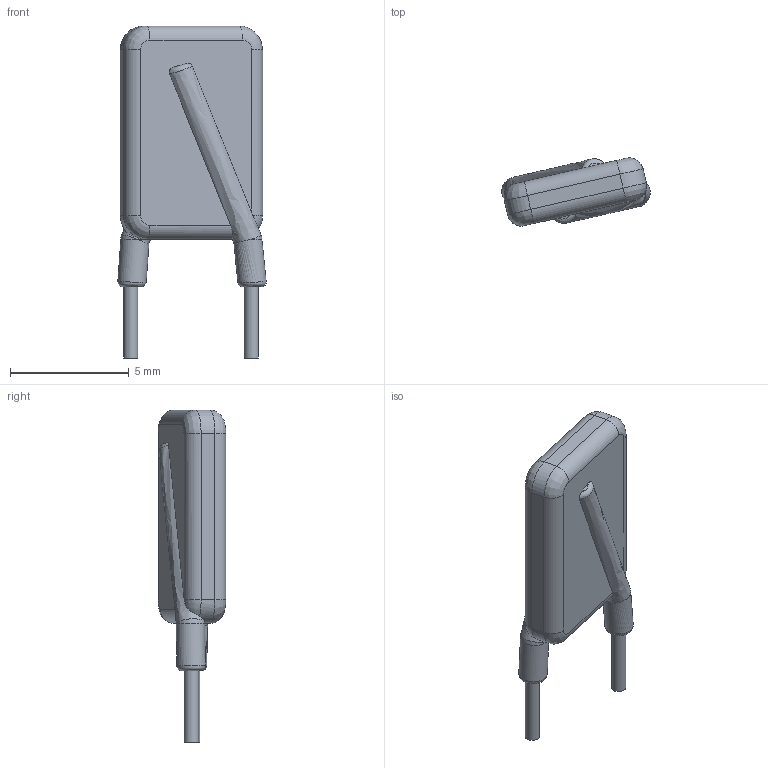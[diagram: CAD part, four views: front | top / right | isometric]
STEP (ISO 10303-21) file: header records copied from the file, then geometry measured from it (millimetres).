
FILE_DESCRIPTION(('FreeCAD Model'),'2;1');
FILE_NAME('F_PTC_THT_L6.0mm_W2.5mm_P5.08mm.step','2021-02-10T23:48:09',( 'kicad StepUp'),('ksu MCAD'),'Open CASCADE STEP processor 7.3', 'FreeCAD','Unknown');
FILE_SCHEMA(('AUTOMOTIVE_DESIGN { 1 0 10303 214 1 1 1 1 }'));
Length unit declared in the file: millimetre
Products named in the file (1): F_PTC_THT_L6.0mm_W2.5mm_P5.08mm
Bounding box: 6.26 x 2.86 x 14 mm (x, y, z)
Volume: 101.5 mm3; surface area: 174.5 mm2
Topology: 1 solids, 1 shells, 45 faces, 105 edges, 64 vertices
Faces by surface type: cylinder 14, plane 12, revolution 11, extrusion 4, bspline 4
Full cylindrical faces by diameter (mm): 0.6 x2
Entity records: 2260 total; most frequent: CARTESIAN_POINT 933, ORIENTED_EDGE 210, DIRECTION 199, EDGE_CURVE 105, AXIS2_PLACEMENT_3D 76, VERTEX_POINT 64, CIRCLE 49, FACE_BOUND 47
